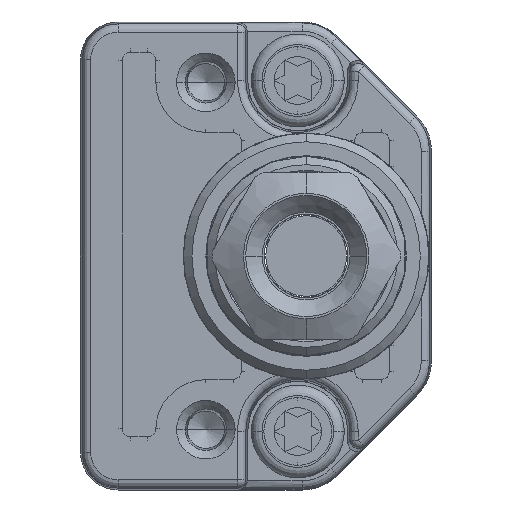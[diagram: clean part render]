
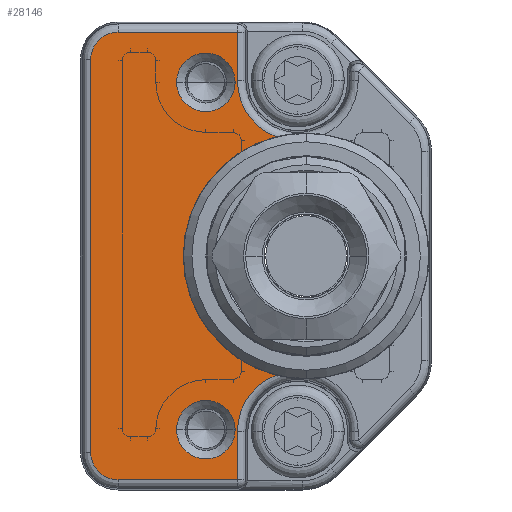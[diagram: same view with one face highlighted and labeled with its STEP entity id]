
A CAD part, left-side view. The second image highlights one B-rep face of the part: STEP entity #28146.
In plain terms, the highlighted planar face has unit normal (-1, 0, 0).
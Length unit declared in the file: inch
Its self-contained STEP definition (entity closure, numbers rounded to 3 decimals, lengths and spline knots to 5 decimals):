
#4834=DIRECTION('',(0.,0.,1.));
#4835=VECTOR('',#4834,0.11381);
#4836=CARTESIAN_POINT('',(-0.51181,0.45723,
-0.5272));
#4837=LINE('',#4836,#4835);
#4838=DIRECTION('',(0.,-1.,0.));
#4839=VECTOR('',#4838,0.28096);
#4840=CARTESIAN_POINT('',(-0.51181,0.73819,
-0.5272));
#4841=LINE('',#4840,#4839);
#4842=CARTESIAN_POINT('',(-0.51181,0.73819,
-0.4626));
#4843=DIRECTION('',(-1.,0.,0.));
#4844=DIRECTION('',(0.,1.,0.));
#4845=AXIS2_PLACEMENT_3D('',#4842,#4843,#4844);
#4847=DIRECTION('',(0.,0.,-1.));
#4848=VECTOR('',#4847,0.9252);
#4849=CARTESIAN_POINT('',(-0.51181,0.80279,
0.4626));
#4850=LINE('',#4849,#4848);
#4851=CARTESIAN_POINT('',(-0.51181,0.73819,
0.4626));
#4852=DIRECTION('',(-1.,0.,0.));
#4853=DIRECTION('',(0.,0.,1.));
#4854=AXIS2_PLACEMENT_3D('',#4851,#4852,#4853);
#4856=DIRECTION('',(0.,1.,0.));
#4857=VECTOR('',#4856,0.28096);
#4858=CARTESIAN_POINT('',(-0.51181,0.45723,
0.5272));
#4859=LINE('',#4858,#4857);
#4860=DIRECTION('',(0.,0.,1.));
#4861=VECTOR('',#4860,0.11381);
#4862=CARTESIAN_POINT('',(-0.51181,0.45723,
0.41339));
#4863=LINE('',#4862,#4861);
#4864=CARTESIAN_POINT('',(-0.51181,0.31496,
0.41339));
#4865=DIRECTION('',(1.,0.,0.));
#4866=DIRECTION('',(0.,0.359,-0.933));
#4867=AXIS2_PLACEMENT_3D('',#4864,#4865,#4866);
#4869=CARTESIAN_POINT('',(-0.51181,0.29528,0.));
#4870=DIRECTION('',(-1.,0.,0.));
#4871=DIRECTION('',(0.,0.244,0.97));
#4872=AXIS2_PLACEMENT_3D('',#4869,#4870,#4871);
#4874=CARTESIAN_POINT('',(-0.51181,0.31496,
-0.41339));
#4875=DIRECTION('',(1.,0.,0.));
#4876=DIRECTION('',(0.,1.,0.));
#4877=AXIS2_PLACEMENT_3D('',#4874,#4875,#4876);
#4879=CARTESIAN_POINT('',(-0.51181,0.5315,
-0.40915));
#4880=DIRECTION('',(1.,0.,0.));
#4881=DIRECTION('',(0.,-1.,0.));
#4882=AXIS2_PLACEMENT_3D('',#4879,#4880,#4881);
#4884=CARTESIAN_POINT('',(-0.51181,0.5315,
-0.40915));
#4885=DIRECTION('',(1.,0.,0.));
#4886=DIRECTION('',(0.,1.,0.));
#4887=AXIS2_PLACEMENT_3D('',#4884,#4885,#4886);
#4889=CARTESIAN_POINT('',(-0.51181,0.5315,
0.40915));
#4890=DIRECTION('',(1.,0.,0.));
#4891=DIRECTION('',(0.,-1.,0.));
#4892=AXIS2_PLACEMENT_3D('',#4889,#4890,#4891);
#4894=CARTESIAN_POINT('',(-0.51181,0.5315,
0.40915));
#4895=DIRECTION('',(1.,0.,0.));
#4896=DIRECTION('',(0.,1.,0.));
#4897=AXIS2_PLACEMENT_3D('',#4894,#4895,#4896);
#19856=CARTESIAN_POINT('',(-0.51181,0.80279,
-0.4626));
#19857=CARTESIAN_POINT('',(-0.51181,0.73819,
-0.5272));
#19858=VERTEX_POINT('',#19856);
#19859=VERTEX_POINT('',#19857);
#19864=CARTESIAN_POINT('',(-0.51181,0.80279,
0.4626));
#19865=VERTEX_POINT('',#19864);
#19868=CARTESIAN_POINT('',(-0.51181,0.73819,
0.5272));
#19869=VERTEX_POINT('',#19868);
#19896=CARTESIAN_POINT('',(-0.51181,0.45723,
-0.5272));
#19897=CARTESIAN_POINT('',(-0.51181,0.45723,
-0.41339));
#19898=VERTEX_POINT('',#19896);
#19899=VERTEX_POINT('',#19897);
#19921=CARTESIAN_POINT('',(-0.51181,0.366,
-0.28059));
#19922=VERTEX_POINT('',#19921);
#19937=CARTESIAN_POINT('',(-0.51181,0.45723,
0.41339));
#19938=CARTESIAN_POINT('',(-0.51181,0.45723,
0.5272));
#19939=VERTEX_POINT('',#19937);
#19940=VERTEX_POINT('',#19938);
#19961=CARTESIAN_POINT('',(-0.51181,0.366,
0.28059));
#19962=VERTEX_POINT('',#19961);
#20005=CARTESIAN_POINT('',(-0.51181,0.4626,
-0.40915));
#20006=CARTESIAN_POINT('',(-0.51181,0.60039,
-0.40915));
#20007=VERTEX_POINT('',#20005);
#20008=VERTEX_POINT('',#20006);
#20013=CARTESIAN_POINT('',(-0.51181,0.4626,
0.40915));
#20014=CARTESIAN_POINT('',(-0.51181,0.60039,
0.40915));
#20015=VERTEX_POINT('',#20013);
#20016=VERTEX_POINT('',#20014);
#28109=CARTESIAN_POINT('',(-0.51181,0.,0.));
#28110=DIRECTION('',(-1.,0.,0.));
#28111=DIRECTION('',(0.,0.,1.));
#28112=AXIS2_PLACEMENT_3D('',#28109,#28110,#28111);
#28113=PLANE('',#28112);
#28115=ORIENTED_EDGE('',*,*,#28114,.F.);
#28117=ORIENTED_EDGE('',*,*,#28116,.F.);
#28119=ORIENTED_EDGE('',*,*,#28118,.F.);
#28121=ORIENTED_EDGE('',*,*,#28120,.F.);
#28123=ORIENTED_EDGE('',*,*,#28122,.F.);
#28125=ORIENTED_EDGE('',*,*,#28124,.F.);
#28126=ORIENTED_EDGE('',*,*,#28100,.F.);
#28127=ORIENTED_EDGE('',*,*,#28058,.F.);
#28129=ORIENTED_EDGE('',*,*,#28128,.T.);
#28131=ORIENTED_EDGE('',*,*,#28130,.F.);
#28132=EDGE_LOOP('',(#28115,#28117,#28119,#28121,#28123,#28125,#28126,#28127,
#28129,#28131));
#28133=FACE_OUTER_BOUND('',#28132,.F.);
#28135=ORIENTED_EDGE('',*,*,#28134,.F.);
#28137=ORIENTED_EDGE('',*,*,#28136,.F.);
#28138=EDGE_LOOP('',(#28135,#28137));
#28139=FACE_BOUND('',#28138,.F.);
#28141=ORIENTED_EDGE('',*,*,#28140,.F.);
#28143=ORIENTED_EDGE('',*,*,#28142,.F.);
#28144=EDGE_LOOP('',(#28141,#28143));
#28145=FACE_BOUND('',#28144,.F.);
#28146=ADVANCED_FACE('',(#28133,#28139,#28145),#28113,.T.);
#4846=CIRCLE('',#4845,0.0646);
#4855=CIRCLE('',#4854,0.0646);
#4868=CIRCLE('',#4867,0.14227);
#4873=CIRCLE('',#4872,0.28937);
#4878=CIRCLE('',#4877,0.14227);
#4883=CIRCLE('',#4882,0.0689);
#4888=CIRCLE('',#4887,0.0689);
#4893=CIRCLE('',#4892,0.0689);
#4898=CIRCLE('',#4897,0.0689);
#28058=EDGE_CURVE('',#19962,#19939,#4868,.T.);
#28100=EDGE_CURVE('',#19939,#19940,#4863,.T.);
#28114=EDGE_CURVE('',#19898,#19899,#4837,.T.);
#28116=EDGE_CURVE('',#19859,#19898,#4841,.T.);
#28118=EDGE_CURVE('',#19858,#19859,#4846,.T.);
#28120=EDGE_CURVE('',#19865,#19858,#4850,.T.);
#28122=EDGE_CURVE('',#19869,#19865,#4855,.T.);
#28124=EDGE_CURVE('',#19940,#19869,#4859,.T.);
#28128=EDGE_CURVE('',#19962,#19922,#4873,.T.);
#28130=EDGE_CURVE('',#19899,#19922,#4878,.T.);
#28134=EDGE_CURVE('',#20007,#20008,#4883,.T.);
#28136=EDGE_CURVE('',#20008,#20007,#4888,.T.);
#28140=EDGE_CURVE('',#20015,#20016,#4893,.T.);
#28142=EDGE_CURVE('',#20016,#20015,#4898,.T.);
